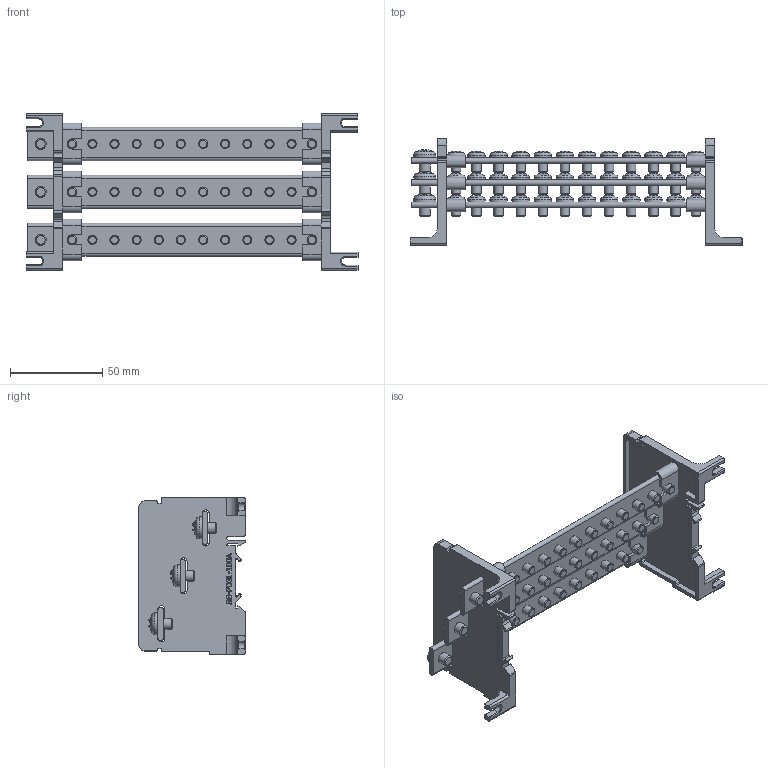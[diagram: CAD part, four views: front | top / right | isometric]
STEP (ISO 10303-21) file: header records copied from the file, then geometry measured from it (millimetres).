
FILE_DESCRIPTION(/* description */ (''),/* implementation_level */ '2;1');
FILE_NAME(/* name */ '',/* time_stamp */ '2025-10-29T10:27:08+09:00',/* author */ ('7890'),/* organization */ (''),/* preprocessor_version */ 'ST-DEVELOPER v20.1',/* originating_system */ 'Autodesk Inventor 2026',/* authorisation */ '');
FILE_SCHEMA (('AUTOMOTIVE_DESIGN { 1 0 10303 214 3 1 1 }'));
Length unit declared in the file: millimetre
Products named in the file (6): PD3L10-100A 조립품; PD3L10-100A 측판(L); SG-PD2L10-100A; PD3L10-100A 측판(R); ISO 7045 - M5 x 8 - 4.8 - H; ISO 7045 - M6 x 8 - 4.8 - H
Assembly tree (44 placements, depth 2):
  PD3L10-100A 조립품
    PD3L10-100A 측판(L)
    SG-PD2L10-100A  x3
    PD3L10-100A 측판(R)
    ISO 7045 - M5 x 8 - 4.8 - H  x36
    ISO 7045 - M6 x 8 - 4.8 - H  x3
Bounding box: 180 x 57.8 x 85.1 mm (x, y, z)
Volume: 65721 mm3; surface area: 65726.8 mm2
Topology: 44 solids, 44 shells, 1966 faces, 5322 edges, 3514 vertices
Faces by surface type: plane 779, cone 468, cylinder 278, torus 246, bspline 156, sphere 39
Full cylindrical faces by diameter (mm): 4.567 x36, 4.8 x36, 5 x36, 5.459 x3, 5.8 x3, 6 x3
Entity records: 26844 total; most frequent: CARTESIAN_POINT 6959, ORIENTED_EDGE 4368, DIRECTION 3600, EDGE_CURVE 2184, VERTEX_POINT 1448, LINE 1382, VECTOR 1382, AXIS2_PLACEMENT_3D 1109
